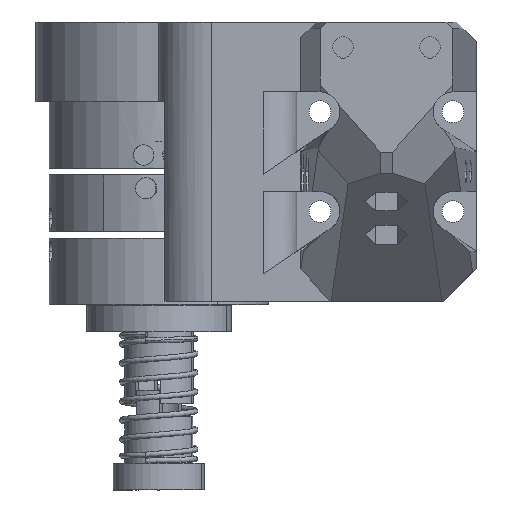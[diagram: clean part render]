
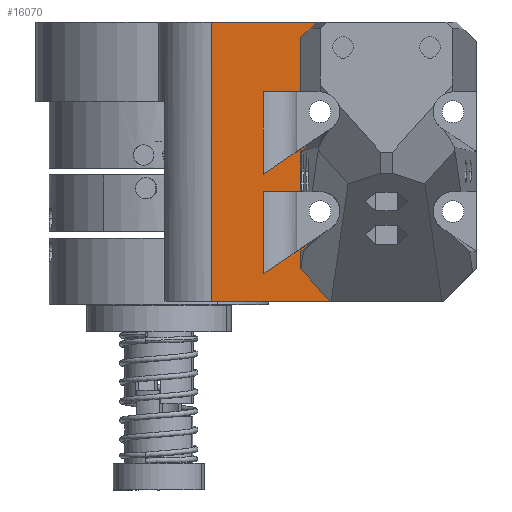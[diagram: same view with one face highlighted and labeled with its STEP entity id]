
A CAD part, front view. The second image highlights one B-rep face of the part: STEP entity #16070.
In plain terms, the highlighted planar face has unit normal (0, -1, 0).
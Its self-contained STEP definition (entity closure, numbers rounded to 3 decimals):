
#74 = ORIENTED_EDGE ( 'NONE', *, *, #5283, .T. ) ;
#398 = ORIENTED_EDGE ( 'NONE', *, *, #6363, .F. ) ;
#514 = ORIENTED_EDGE ( 'NONE', *, *, #10747, .T. ) ;
#531 = EDGE_CURVE ( 'NONE', #13846, #650, #8012, .T. ) ;
#646 = CARTESIAN_POINT ( 'NONE',  ( -29.924, 482.249, 249.28 ) ) ;
#650 = VERTEX_POINT ( 'NONE', #5979 ) ;
#670 = DIRECTION ( 'NONE',  ( 0., 0., -1. ) ) ;
#699 = VERTEX_POINT ( 'NONE', #12380 ) ;
#721 = VERTEX_POINT ( 'NONE', #2459 ) ;
#734 = CARTESIAN_POINT ( 'NONE',  ( -29.032, 482.249, 265.188 ) ) ;
#1035 = CARTESIAN_POINT ( 'NONE',  ( -30.114, 482.249, 273.084 ) ) ;
#1401 = CARTESIAN_POINT ( 'NONE',  ( -29.543, 482.249, 249.668 ) ) ;
#1402 = DIRECTION ( 'NONE',  ( -1., 0., 0. ) ) ;
#1466 = VERTEX_POINT ( 'NONE', #12991 ) ;
#1486 = CARTESIAN_POINT ( 'NONE',  ( -28.925, 482.249, 250.297 ) ) ;
#1515 = EDGE_CURVE ( 'NONE', #7093, #13694, #6830, .T. ) ;
#1665 = DIRECTION ( 'NONE',  ( 0.668, 0., -0.744 ) ) ;
#1743 = VECTOR ( 'NONE', #4733, 1000. ) ;
#1778 = CARTESIAN_POINT ( 'NONE',  ( -31.496, 482.249, 283.584 ) ) ;
#1811 = DIRECTION ( 'NONE',  ( 0., 0., 1. ) ) ;
#1882 = EDGE_LOOP ( 'NONE', ( #12453, #15997, #9736, #11069, #2240, #4624, #4588, #398, #514, #11392, #74, #3234, #2011, #12952, #6449, #7743 ) ) ;
#2011 = ORIENTED_EDGE ( 'NONE', *, *, #10248, .F. ) ;
#2021 = FACE_OUTER_BOUND ( 'NONE', #1882, .T. ) ;
#2040 = LINE ( 'NONE', #12948, #13251 ) ;
#2123 = DIRECTION ( 'NONE',  ( 0., 0., 1. ) ) ;
#2195 = LINE ( 'NONE', #7175, #1743 ) ;
#2240 = ORIENTED_EDGE ( 'NONE', *, *, #15564, .T. ) ;
#2459 = CARTESIAN_POINT ( 'NONE',  ( -30.114, 482.249, 249.086 ) ) ;
#2465 = EDGE_CURVE ( 'NONE', #13846, #3332, #10991, .T. ) ;
#2795 = CARTESIAN_POINT ( 'NONE',  ( -28.861, 482.249, 250.363 ) ) ;
#3048 = VECTOR ( 'NONE', #1811, 1000. ) ;
#3064 = B_SPLINE_CURVE_WITH_KNOTS ( 'NONE', 3,
 ( #5731, #15180, #13955, #15724, #13030, #734, #7024 ),
 .UNSPECIFIED., .F., .F.,
 ( 4, 3, 4 ),
 ( 0., 0.001, 0.002 ),
 .UNSPECIFIED. ) ;
#3080 = CARTESIAN_POINT ( 'NONE',  ( -30.114, 482.249, 258.084 ) ) ;
#3084 = DIRECTION ( 'NONE',  ( 0., 0., -1. ) ) ;
#3176 = CARTESIAN_POINT ( 'NONE',  ( -29.733, 482.249, 249.474 ) ) ;
#3185 = DIRECTION ( 'NONE',  ( -0.707, 0., -0.707 ) ) ;
#3234 = ORIENTED_EDGE ( 'NONE', *, *, #5025, .T. ) ;
#3282 = EDGE_CURVE ( 'NONE', #14144, #1466, #15273, .T. ) ;
#3283 = CARTESIAN_POINT ( 'NONE',  ( -35.746, 482.249, 258.084 ) ) ;
#3332 = VERTEX_POINT ( 'NONE', #10468 ) ;
#3792 = EDGE_CURVE ( 'NONE', #721, #7115, #15183, .T. ) ;
#3924 = VERTEX_POINT ( 'NONE', #1035 ) ;
#3958 = CARTESIAN_POINT ( 'NONE',  ( -27.746, 482.249, 283.584 ) ) ;
#3959 = VECTOR ( 'NONE', #1665, 1000. ) ;
#4118 = DIRECTION ( 'NONE',  ( -1., 0., 0. ) ) ;
#4474 = CARTESIAN_POINT ( 'NONE',  ( -28.861, 482.249, 250.363 ) ) ;
#4574 = CARTESIAN_POINT ( 'NONE',  ( -30.746, 482.249, 280.584 ) ) ;
#4588 = ORIENTED_EDGE ( 'NONE', *, *, #2465, .T. ) ;
#4624 = ORIENTED_EDGE ( 'NONE', *, *, #531, .F. ) ;
#4733 = DIRECTION ( 'NONE',  ( -1., 0., 0. ) ) ;
#4735 = CARTESIAN_POINT ( 'NONE',  ( -31.496, 482.249, 273.084 ) ) ;
#4974 = CARTESIAN_POINT ( 'NONE',  ( -35.746, 482.249, 273.084 ) ) ;
#4984 = CARTESIAN_POINT ( 'NONE',  ( -43.538, 482.249, 241.584 ) ) ;
#4994 = EDGE_CURVE ( 'NONE', #10261, #12487, #8007, .T. ) ;
#5025 = EDGE_CURVE ( 'NONE', #8658, #12715, #10530, .T. ) ;
#5283 = EDGE_CURVE ( 'NONE', #8204, #8658, #2195, .T. ) ;
#5670 = CARTESIAN_POINT ( 'NONE',  ( -22.2, 482.249, 269.882 ) ) ;
#5731 = CARTESIAN_POINT ( 'NONE',  ( -30.114, 482.249, 264.085 ) ) ;
#5808 = LINE ( 'NONE', #4574, #10658 ) ;
#5979 = CARTESIAN_POINT ( 'NONE',  ( -28.861, 482.249, 265.363 ) ) ;
#6230 = LINE ( 'NONE', #7608, #10755 ) ;
#6232 = EDGE_CURVE ( 'NONE', #10261, #7115, #2040, .T. ) ;
#6272 = EDGE_CURVE ( 'NONE', #8204, #699, #5808, .T. ) ;
#6363 = EDGE_CURVE ( 'NONE', #3924, #3332, #8391, .T. ) ;
#6390 = CARTESIAN_POINT ( 'NONE',  ( -28.958, 482.249, 250.264 ) ) ;
#6449 = ORIENTED_EDGE ( 'NONE', *, *, #6897, .T. ) ;
#6467 = LINE ( 'NONE', #14101, #8139 ) ;
#6488 = CARTESIAN_POINT ( 'NONE',  ( -35.746, 482.249, 245.692 ) ) ;
#6830 = LINE ( 'NONE', #15765, #10254 ) ;
#6897 = EDGE_CURVE ( 'NONE', #14144, #721, #11382, .T. ) ;
#6972 = VECTOR ( 'NONE', #670, 1000. ) ;
#7024 = CARTESIAN_POINT ( 'NONE',  ( -28.861, 482.249, 265.363 ) ) ;
#7093 = VERTEX_POINT ( 'NONE', #3080 ) ;
#7115 = VERTEX_POINT ( 'NONE', #4474 ) ;
#7175 = CARTESIAN_POINT ( 'NONE',  ( -31.496, 482.249, 283.584 ) ) ;
#7608 = CARTESIAN_POINT ( 'NONE',  ( -31.496, 482.249, 258.084 ) ) ;
#7743 = ORIENTED_EDGE ( 'NONE', *, *, #3792, .T. ) ;
#7866 = CARTESIAN_POINT ( 'NONE',  ( -36.048, 482.249, 253.072 ) ) ;
#7897 = PLANE ( 'NONE',  #14160 ) ;
#7931 = CARTESIAN_POINT ( 'NONE',  ( -35.746, 482.249, 258.084 ) ) ;
#8007 = LINE ( 'NONE', #3283, #3048 ) ;
#8012 = LINE ( 'NONE', #5670, #13763 ) ;
#8139 = VECTOR ( 'NONE', #13863, 1000. ) ;
#8204 = VERTEX_POINT ( 'NONE', #3958 ) ;
#8333 = CARTESIAN_POINT ( 'NONE',  ( -35.746, 482.249, 260.692 ) ) ;
#8391 = LINE ( 'NONE', #4735, #9869 ) ;
#8658 = VERTEX_POINT ( 'NONE', #16122 ) ;
#8990 = CARTESIAN_POINT ( 'NONE',  ( -28.893, 482.249, 250.331 ) ) ;
#9060 = CARTESIAN_POINT ( 'NONE',  ( -30.114, 482.249, 246.456 ) ) ;
#9736 = ORIENTED_EDGE ( 'NONE', *, *, #11535, .F. ) ;
#9869 = VECTOR ( 'NONE', #14726, 1000. ) ;
#10171 = CARTESIAN_POINT ( 'NONE',  ( -30.114, 482.249, 283.584 ) ) ;
#10248 = EDGE_CURVE ( 'NONE', #1466, #12715, #15271, .T. ) ;
#10254 = VECTOR ( 'NONE', #11852, 1000. ) ;
#10261 = VERTEX_POINT ( 'NONE', #6488 ) ;
#10468 = CARTESIAN_POINT ( 'NONE',  ( -35.746, 482.249, 273.084 ) ) ;
#10530 = LINE ( 'NONE', #11825, #6972 ) ;
#10658 = VECTOR ( 'NONE', #3185, 1000. ) ;
#10675 = DIRECTION ( 'NONE',  ( 0.828, 0., 0.561 ) ) ;
#10747 = EDGE_CURVE ( 'NONE', #3924, #699, #6467, .T. ) ;
#10755 = VECTOR ( 'NONE', #1402, 1000. ) ;
#10991 = LINE ( 'NONE', #4974, #11091 ) ;
#11069 = ORIENTED_EDGE ( 'NONE', *, *, #1515, .T. ) ;
#11091 = VECTOR ( 'NONE', #2123, 1000. ) ;
#11382 = LINE ( 'NONE', #10171, #11864 ) ;
#11392 = ORIENTED_EDGE ( 'NONE', *, *, #6272, .F. ) ;
#11535 = EDGE_CURVE ( 'NONE', #7093, #12487, #6230, .T. ) ;
#11825 = CARTESIAN_POINT ( 'NONE',  ( -43.538, 482.249, 241.584 ) ) ;
#11852 = DIRECTION ( 'NONE',  ( 0., 0., 1. ) ) ;
#11864 = VECTOR ( 'NONE', #13912, 1000. ) ;
#12380 = CARTESIAN_POINT ( 'NONE',  ( -30.114, 482.249, 281.216 ) ) ;
#12453 = ORIENTED_EDGE ( 'NONE', *, *, #6232, .F. ) ;
#12487 = VERTEX_POINT ( 'NONE', #7931 ) ;
#12554 = CARTESIAN_POINT ( 'NONE',  ( -30.114, 482.249, 249.086 ) ) ;
#12715 = VERTEX_POINT ( 'NONE', #4984 ) ;
#12948 = CARTESIAN_POINT ( 'NONE',  ( -15.231, 482.249, 259.611 ) ) ;
#12952 = ORIENTED_EDGE ( 'NONE', *, *, #3282, .F. ) ;
#12991 = CARTESIAN_POINT ( 'NONE',  ( -25.746, 482.249, 241.584 ) ) ;
#13030 = CARTESIAN_POINT ( 'NONE',  ( -29.203, 482.249, 265.014 ) ) ;
#13099 = CARTESIAN_POINT ( 'NONE',  ( -29.153, 482.249, 250.065 ) ) ;
#13251 = VECTOR ( 'NONE', #10675, 1000. ) ;
#13694 = VERTEX_POINT ( 'NONE', #14269 ) ;
#13763 = VECTOR ( 'NONE', #15659, 1000. ) ;
#13846 = VERTEX_POINT ( 'NONE', #8333 ) ;
#13863 = DIRECTION ( 'NONE',  ( 0., 0., 1. ) ) ;
#13912 = DIRECTION ( 'NONE',  ( 0., 0., 1. ) ) ;
#13955 = CARTESIAN_POINT ( 'NONE',  ( -29.621, 482.249, 264.588 ) ) ;
#13964 = CARTESIAN_POINT ( 'NONE',  ( -31.496, 482.249, 241.584 ) ) ;
#14101 = CARTESIAN_POINT ( 'NONE',  ( -30.114, 482.249, 283.584 ) ) ;
#14144 = VERTEX_POINT ( 'NONE', #9060 ) ;
#14160 = AXIS2_PLACEMENT_3D ( 'NONE', #1778, #15302, #3084 ) ;
#14269 = CARTESIAN_POINT ( 'NONE',  ( -30.114, 482.249, 264.085 ) ) ;
#14726 = DIRECTION ( 'NONE',  ( -1., 0., 0. ) ) ;
#15169 = CARTESIAN_POINT ( 'NONE',  ( -29.348, 482.249, 249.867 ) ) ;
#15180 = CARTESIAN_POINT ( 'NONE',  ( -29.868, 482.249, 264.337 ) ) ;
#15183 = B_SPLINE_CURVE_WITH_KNOTS ( 'NONE', 3,
 ( #12554, #646, #3176, #1401, #15169, #13099, #6390, #1486, #8990, #2795 ),
 .UNSPECIFIED., .F., .F.,
 ( 4, 3, 3, 4 ),
 ( 0., 0.001, 0.002, 0.002 ),
 .UNSPECIFIED. ) ;
#15271 = LINE ( 'NONE', #13964, #15304 ) ;
#15273 = LINE ( 'NONE', #7866, #3959 ) ;
#15302 = DIRECTION ( 'NONE',  ( 0., -1., 0. ) ) ;
#15304 = VECTOR ( 'NONE', #4118, 1000. ) ;
#15564 = EDGE_CURVE ( 'NONE', #13694, #650, #3064, .T. ) ;
#15659 = DIRECTION ( 'NONE',  ( 0.828, 0., 0.561 ) ) ;
#15724 = CARTESIAN_POINT ( 'NONE',  ( -29.374, 482.249, 264.84 ) ) ;
#15765 = CARTESIAN_POINT ( 'NONE',  ( -30.114, 482.249, 283.584 ) ) ;
#15997 = ORIENTED_EDGE ( 'NONE', *, *, #4994, .T. ) ;
#16070 = ADVANCED_FACE ( 'NONE', ( #2021 ), #7897, .T. ) ;
#16122 = CARTESIAN_POINT ( 'NONE',  ( -43.538, 482.249, 283.584 ) ) ;
